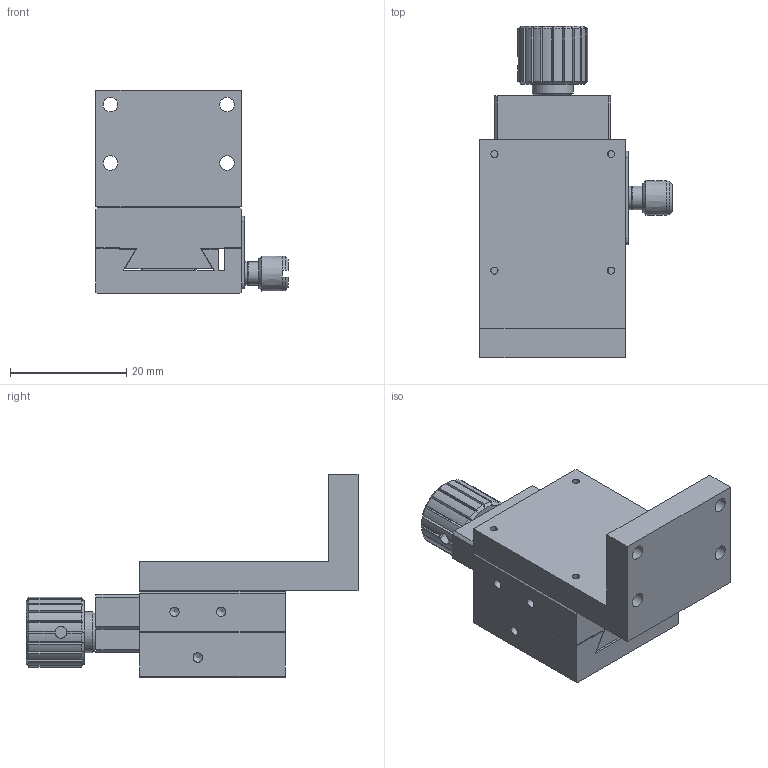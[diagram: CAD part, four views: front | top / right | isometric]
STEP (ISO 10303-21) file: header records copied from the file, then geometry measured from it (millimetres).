
FILE_DESCRIPTION (( 'STEP AP203' ), '1' );
FILE_NAME ('528808.STEP', '2024-10-15T06:40:59', ( 'Windows User' ), ( 'P R C' ), 'SwSTEP 2.0', 'SolidWorks 2020', '' );
FILE_SCHEMA (( 'CONFIG_CONTROL_DESIGN' ));
Length unit declared in the file: millimetre
Products named in the file (1): 528808
Bounding box: 33 x 57 x 35 mm (x, y, z)
Surface area: 11910.2 mm2 (no closed solid volume)
Topology: 0 solids, 63 shells, 313 faces, 882 edges, 623 vertices
Faces by surface type: plane 147, cylinder 89, cone 77
Full cylindrical faces by diameter (mm): 1.221 x4, 1.567 x8, 1.6 x8, 2.001 x1, 2.05 x4, 2.5 x13, 3 x3, 4 x3, 4.001 x2, 4.5 x5, 6 x2, 7 x1
Entity records: 12894 total; most frequent: CARTESIAN_POINT 5358, DIRECTION 1515, ORIENTED_EDGE 1265, EDGE_CURVE 760, VERTEX_POINT 593, AXIS2_PLACEMENT_3D 571, EDGE_LOOP 470, LINE 373
